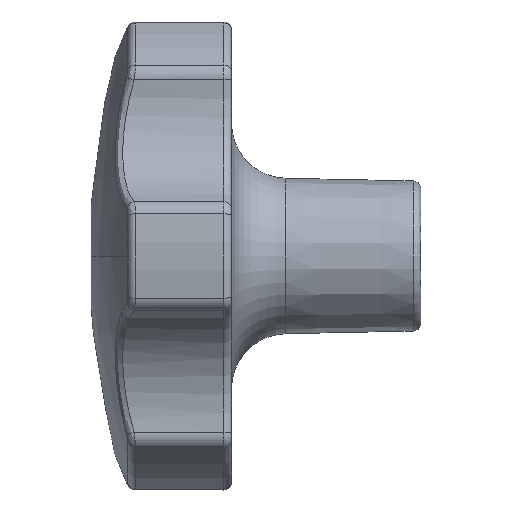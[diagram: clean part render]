
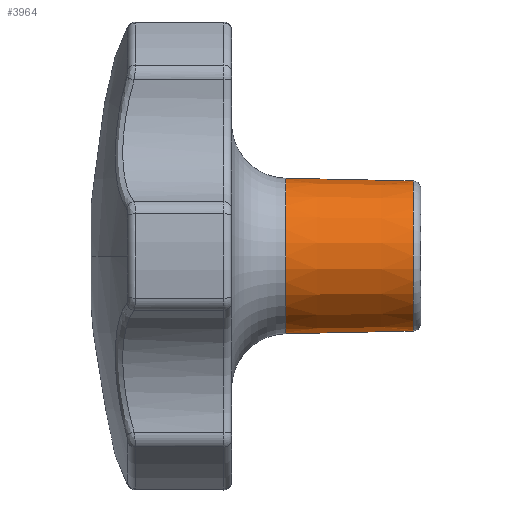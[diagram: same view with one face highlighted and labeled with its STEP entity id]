
A CAD part, left-side view. The second image highlights one B-rep face of the part: STEP entity #3964.
In plain terms, the highlighted conical face has half-angle 1.193 degrees and reference radius 9.5 mm.
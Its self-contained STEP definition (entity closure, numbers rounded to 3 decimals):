
#346 = VECTOR ( 'NONE', #3827, 1000. ) ;
#348 = VECTOR ( 'NONE', #3833, 1000. ) ;
#904 = VERTEX_POINT ( 'NONE', #1345 ) ;
#907 = VERTEX_POINT ( 'NONE', #1348 ) ;
#910 = VERTEX_POINT ( 'NONE', #1351 ) ;
#921 = VERTEX_POINT ( 'NONE', #1362 ) ;
#1044 = ORIENTED_EDGE ( 'NONE', *, *, #2980, .F. ) ;
#1047 = ORIENTED_EDGE ( 'NONE', *, *, #2982, .T. ) ;
#1049 = ORIENTED_EDGE ( 'NONE', *, *, #3135, .T. ) ;
#1051 = ORIENTED_EDGE ( 'NONE', *, *, #3066, .T. ) ;
#1267 = EDGE_LOOP ( 'NONE', ( #1044, #1049, #1047, #1051 ) ) ;
#1345 = CARTESIAN_POINT ( 'NONE',  ( 0., -23.021, 9.52 ) ) ;
#1348 = CARTESIAN_POINT ( 'NONE',  ( 0., -23.021, -9.52 ) ) ;
#1351 = CARTESIAN_POINT ( 'NONE',  ( 0., -6.854, 9.857 ) ) ;
#1362 = CARTESIAN_POINT ( 'NONE',  ( 0., -6.854, -9.857 ) ) ;
#1596 = CARTESIAN_POINT ( 'NONE',  ( 0., -6.854, 0. ) ) ;
#1597 = DIRECTION ( 'NONE',  ( 0., -1., 0. ) ) ;
#1598 = DIRECTION ( 'NONE',  ( 0., 0., -1. ) ) ;
#1840 = CARTESIAN_POINT ( 'NONE',  ( 0., -24., 0. ) ) ;
#1841 = DIRECTION ( 'NONE',  ( 0., 1., 0. ) ) ;
#1842 = DIRECTION ( 'NONE',  ( 0., 0., 1. ) ) ;
#2579 = CARTESIAN_POINT ( 'NONE',  ( 0., -23.021, 0. ) ) ;
#2580 = DIRECTION ( 'NONE',  ( 0., 1., 0. ) ) ;
#2581 = DIRECTION ( 'NONE',  ( 0., 0., -1. ) ) ;
#2684 = AXIS2_PLACEMENT_3D ( 'NONE', #1596, #1597, #1598 ) ;
#2738 = AXIS2_PLACEMENT_3D ( 'NONE', #2579, #2580, #2581 ) ;
#2980 = EDGE_CURVE ( 'NONE', #907, #921, #3825, .T. ) ;
#2982 = EDGE_CURVE ( 'NONE', #904, #910, #3831, .T. ) ;
#3066 = EDGE_CURVE ( 'NONE', #910, #921, #3184, .T. ) ;
#3135 = EDGE_CURVE ( 'NONE', #907, #904, #3232, .T. ) ;
#3184 = CIRCLE ( 'NONE', #2684, 9.857 ) ;
#3232 = CIRCLE ( 'NONE', #2738, 9.52 ) ;
#3246 = CONICAL_SURFACE ( 'NONE', #3588, 9.5, 0.021 ) ;
#3583 = FACE_OUTER_BOUND ( 'NONE', #1267, .T. ) ;
#3588 = AXIS2_PLACEMENT_3D ( 'NONE', #1840, #1841, #1842 ) ;
#3825 = LINE ( 'NONE', #3826, #346 ) ;
#3826 = CARTESIAN_POINT ( 'NONE',  ( 0., -24., -9.5 ) ) ;
#3827 = DIRECTION ( 'NONE',  ( 0., 1., -0.021 ) ) ;
#3831 = LINE ( 'NONE', #3832, #348 ) ;
#3832 = CARTESIAN_POINT ( 'NONE',  ( 0., -24., 9.5 ) ) ;
#3833 = DIRECTION ( 'NONE',  ( 0., 1., 0.021 ) ) ;
#3964 = ADVANCED_FACE ( 'NONE', ( #3583 ), #3246, .T. ) ;
